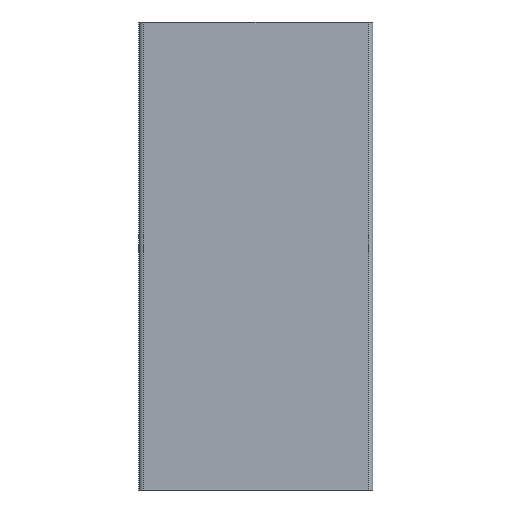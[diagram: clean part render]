
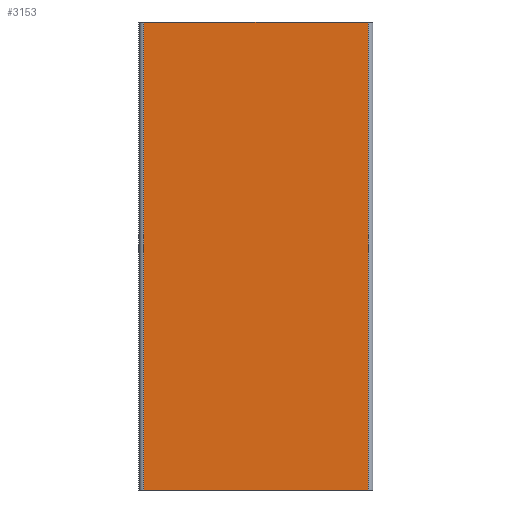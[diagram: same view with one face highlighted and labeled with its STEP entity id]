
A CAD part, left-side view. The second image highlights one B-rep face of the part: STEP entity #3153.
In plain terms, the highlighted planar face has unit normal (-1, 0, 0).
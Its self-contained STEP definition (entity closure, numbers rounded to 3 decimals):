
#3095=CARTESIAN_POINT('',(368.21,-607.142,100.0));
#3096=VERTEX_POINT('',#3095);
#3104=CARTESIAN_POINT('',(368.21,-607.142,0.0));
#3105=VERTEX_POINT('',#3104);
#3106=CARTESIAN_POINT('',(368.21,-607.142,0.0));
#3107=DIRECTION('',(0.0,0.0,1.0));
#3108=VECTOR('',#3107,100.0);
#3109=LINE('',#3106,#3108);
#3110=EDGE_CURVE('',#3105,#3096,#3109,.T.);
#3123=CARTESIAN_POINT('',(368.21,-607.142,0.0));
#3124=DIRECTION('',(-1.0,0.0,0.0));
#3125=DIRECTION('',(0.0,0.0,1.0));
#3126=AXIS2_PLACEMENT_3D('',#3123,#3124,#3125);
#3127=PLANE('',#3126);
#3128=CARTESIAN_POINT('',(368.21,-559.142,100.0));
#3129=VERTEX_POINT('',#3128);
#3130=CARTESIAN_POINT('',(368.21,-607.142,100.0));
#3131=DIRECTION('',(0.0,1.0,0.0));
#3132=VECTOR('',#3131,48.0);
#3133=LINE('',#3130,#3132);
#3134=EDGE_CURVE('',#3096,#3129,#3133,.T.);
#3135=ORIENTED_EDGE('',*,*,#3134,.T.);
#3136=CARTESIAN_POINT('',(368.21,-559.142,0.0));
#3137=VERTEX_POINT('',#3136);
#3138=CARTESIAN_POINT('',(368.21,-559.142,0.0));
#3139=DIRECTION('',(0.0,0.0,1.0));
#3140=VECTOR('',#3139,100.0);
#3141=LINE('',#3138,#3140);
#3142=EDGE_CURVE('',#3137,#3129,#3141,.T.);
#3143=ORIENTED_EDGE('',*,*,#3142,.F.);
#3144=CARTESIAN_POINT('',(368.21,-559.142,0.0));
#3145=DIRECTION('',(0.0,-1.0,0.0));
#3146=VECTOR('',#3145,48.0);
#3147=LINE('',#3144,#3146);
#3148=EDGE_CURVE('',#3137,#3105,#3147,.T.);
#3149=ORIENTED_EDGE('',*,*,#3148,.T.);
#3150=ORIENTED_EDGE('',*,*,#3110,.T.);
#3151=EDGE_LOOP('',(#3135,#3143,#3149,#3150));
#3152=FACE_OUTER_BOUND('',#3151,.T.);
#3153=ADVANCED_FACE('',(#3152),#3127,.T.);
